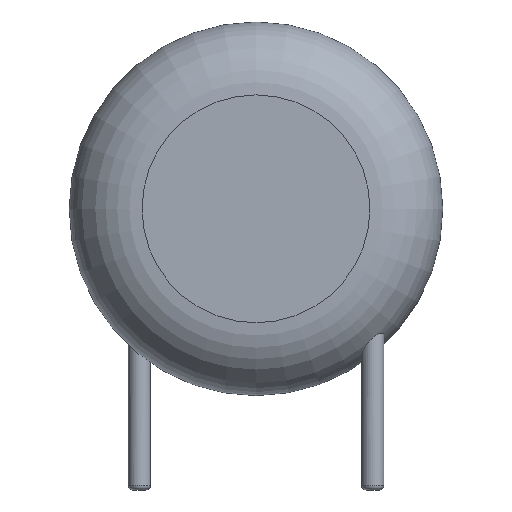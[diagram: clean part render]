
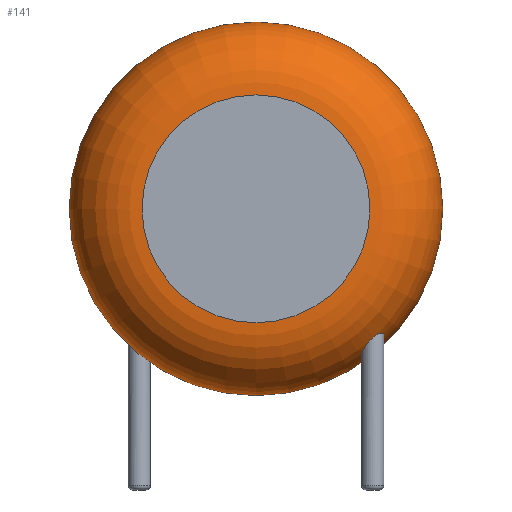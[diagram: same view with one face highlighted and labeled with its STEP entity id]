
A CAD part, front view. The second image highlights one B-rep face of the part: STEP entity #141.
In plain terms, the highlighted toroidal (fillet/blend) face has major radius 3.659 mm and minor radius 2.341 mm.
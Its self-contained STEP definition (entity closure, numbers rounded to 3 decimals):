
#24=VERTEX_POINT('',#25);
#25=CARTESIAN_POINT('',(9.75,-1.084,6.03));
#29=DIRECTION('',(0.,-1.,0.));
#30=ORIENTED_EDGE('',*,*,#31,.T.);
#31=EDGE_CURVE('',#24,#24,#32,.T.);
#32=CIRCLE('',#33,6.);
#33=AXIS2_PLACEMENT_3D('',#34,#29,#35);
#34=CARTESIAN_POINT('',(3.75,-1.084,6.03));
#35=DIRECTION('',(1.,0.,0.));
#141=ADVANCED_FACE('',(#142,#158),#234,.T.);
#142=FACE_BOUND('',#143,.T.);
#143=EDGE_LOOP('',(#30,#144,#152,#157));
#144=ORIENTED_EDGE('',*,*,#145,.T.);
#145=EDGE_CURVE('',#24,#146,#148,.T.);
#146=VERTEX_POINT('',#147);
#147=CARTESIAN_POINT('',(7.409,-3.425,6.03));
#148=CIRCLE('',#149,2.341);
#149=AXIS2_PLACEMENT_3D('',#150,#151,#35);
#150=CARTESIAN_POINT('',(7.409,-1.084,6.03));
#151=DIRECTION('',(0.,0.,-1.));
#152=ORIENTED_EDGE('',*,*,#153,.F.);
#153=EDGE_CURVE('',#146,#146,#154,.T.);
#154=CIRCLE('',#155,3.659);
#155=AXIS2_PLACEMENT_3D('',#156,#29,#35);
#156=CARTESIAN_POINT('',(3.75,-3.425,6.03));
#157=ORIENTED_EDGE('',*,*,#145,.F.);
#158=FACE_BOUND('',#159,.T.);
#159=EDGE_LOOP('',(#160,#177));
#160=ORIENTED_EDGE('',*,*,#161,.T.);
#161=EDGE_CURVE('',#162,#164,#166,.T.);
#162=VERTEX_POINT('',#163);
#163=CARTESIAN_POINT('',(7.86,-2.05,1.95));
#164=VERTEX_POINT('',#165);
#165=CARTESIAN_POINT('',(7.489,-1.69,1.44));
#166=B_SPLINE_CURVE_WITH_KNOTS('',6,(#163,#167,#168,#169,#170,#171,#172,#173,#174,#175,#176,#165),.UNSPECIFIED.,.F.,.F.,(7,5,7),(0.,0.546,1.),.UNSPECIFIED.);
#167=CARTESIAN_POINT('',(7.86,-1.996,1.916));
#168=CARTESIAN_POINT('',(7.85,-1.944,1.875));
#169=CARTESIAN_POINT('',(7.832,-1.895,1.831));
#170=CARTESIAN_POINT('',(7.806,-1.849,1.783));
#171=CARTESIAN_POINT('',(7.773,-1.809,1.734));
#172=CARTESIAN_POINT('',(7.701,-1.748,1.643));
#173=CARTESIAN_POINT('',(7.664,-1.725,1.6));
#174=CARTESIAN_POINT('',(7.624,-1.707,1.558));
#175=CARTESIAN_POINT('',(7.58,-1.694,1.517));
#176=CARTESIAN_POINT('',(7.535,-1.689,1.477));
#177=ORIENTED_EDGE('',*,*,#178,.T.);
#178=EDGE_CURVE('',#164,#162,#179,.T.);
#179=B_SPLINE_CURVE_WITH_KNOTS('',7,(#165,#180,#181,#182,#183,#184,#185,#186,#187,#188,#189,#190,#191,#192,#193,#194,#195,#196,#197,#198,#199,#200,#201,#202,#203,#204,#205,#206,#207,#208,#209,#210,#211,#212,#213,#214,#215,#216,#217,#218,#219,#220,#221,#222,#223,#224,#225,#226,#227,#228,#229,#230,#231,#232,#233,#163),.UNSPECIFIED.,.F.,.F.,(8,6,6,6,6,6,6,6,6,8),(0.,0.138,0.218,0.318,0.371,0.535,0.742,0.824,0.928,1.),.UNSPECIFIED.);
#180=CARTESIAN_POINT('',(7.456,-1.691,1.413));
#181=CARTESIAN_POINT('',(7.422,-1.696,1.388));
#182=CARTESIAN_POINT('',(7.388,-1.704,1.364));
#183=CARTESIAN_POINT('',(7.355,-1.717,1.343));
#184=CARTESIAN_POINT('',(7.324,-1.733,1.325));
#185=CARTESIAN_POINT('',(7.294,-1.753,1.31));
#186=CARTESIAN_POINT('',(7.251,-1.789,1.292));
#187=CARTESIAN_POINT('',(7.237,-1.803,1.287));
#188=CARTESIAN_POINT('',(7.223,-1.818,1.283));
#189=CARTESIAN_POINT('',(7.21,-1.835,1.28));
#190=CARTESIAN_POINT('',(7.199,-1.851,1.279));
#191=CARTESIAN_POINT('',(7.188,-1.869,1.279));
#192=CARTESIAN_POINT('',(7.167,-1.91,1.283));
#193=CARTESIAN_POINT('',(7.158,-1.933,1.287));
#194=CARTESIAN_POINT('',(7.15,-1.957,1.293));
#195=CARTESIAN_POINT('',(7.145,-1.982,1.301));
#196=CARTESIAN_POINT('',(7.141,-2.006,1.311));
#197=CARTESIAN_POINT('',(7.14,-2.03,1.323));
#198=CARTESIAN_POINT('',(7.14,-2.067,1.344));
#199=CARTESIAN_POINT('',(7.141,-2.08,1.352));
#200=CARTESIAN_POINT('',(7.142,-2.092,1.36));
#201=CARTESIAN_POINT('',(7.144,-2.104,1.369));
#202=CARTESIAN_POINT('',(7.146,-2.117,1.378));
#203=CARTESIAN_POINT('',(7.148,-2.129,1.387));
#204=CARTESIAN_POINT('',(7.161,-2.177,1.426));
#205=CARTESIAN_POINT('',(7.175,-2.211,1.46));
#206=CARTESIAN_POINT('',(7.192,-2.244,1.495));
#207=CARTESIAN_POINT('',(7.213,-2.273,1.533));
#208=CARTESIAN_POINT('',(7.237,-2.3,1.572));
#209=CARTESIAN_POINT('',(7.264,-2.324,1.612));
#210=CARTESIAN_POINT('',(7.33,-2.37,1.704));
#211=CARTESIAN_POINT('',(7.37,-2.391,1.755));
#212=CARTESIAN_POINT('',(7.415,-2.406,1.807));
#213=CARTESIAN_POINT('',(7.462,-2.414,1.856));
#214=CARTESIAN_POINT('',(7.512,-2.416,1.902));
#215=CARTESIAN_POINT('',(7.562,-2.408,1.942));
#216=CARTESIAN_POINT('',(7.63,-2.386,1.986));
#217=CARTESIAN_POINT('',(7.65,-2.379,1.998));
#218=CARTESIAN_POINT('',(7.668,-2.37,2.008));
#219=CARTESIAN_POINT('',(7.687,-2.359,2.016));
#220=CARTESIAN_POINT('',(7.704,-2.348,2.023));
#221=CARTESIAN_POINT('',(7.721,-2.335,2.028));
#222=CARTESIAN_POINT('',(7.757,-2.303,2.037));
#223=CARTESIAN_POINT('',(7.776,-2.284,2.039));
#224=CARTESIAN_POINT('',(7.793,-2.263,2.038));
#225=CARTESIAN_POINT('',(7.808,-2.241,2.035));
#226=CARTESIAN_POINT('',(7.82,-2.217,2.029));
#227=CARTESIAN_POINT('',(7.831,-2.194,2.022));
#228=CARTESIAN_POINT('',(7.846,-2.153,2.006));
#229=CARTESIAN_POINT('',(7.85,-2.136,1.998));
#230=CARTESIAN_POINT('',(7.854,-2.119,1.99));
#231=CARTESIAN_POINT('',(7.857,-2.101,1.981));
#232=CARTESIAN_POINT('',(7.859,-2.084,1.971));
#233=CARTESIAN_POINT('',(7.86,-2.067,1.961));
#234=TOROIDAL_SURFACE('',#33,3.659,2.341);
